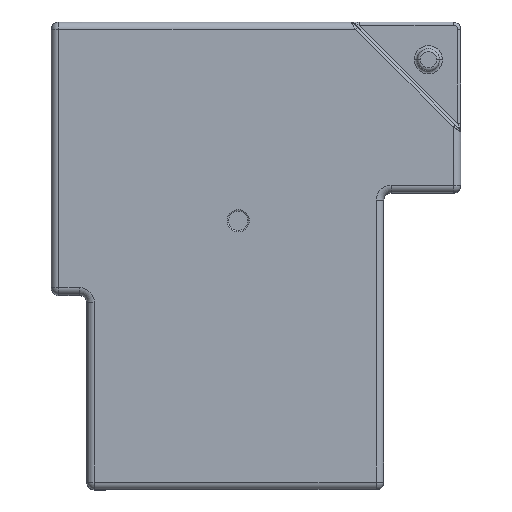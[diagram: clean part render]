
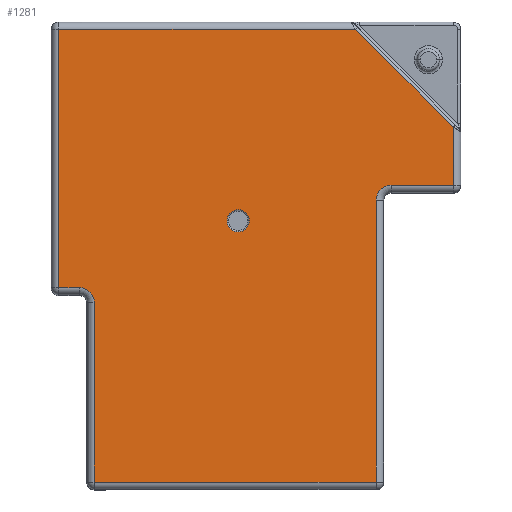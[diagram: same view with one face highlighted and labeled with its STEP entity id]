
A CAD part, top view. The second image highlights one B-rep face of the part: STEP entity #1281.
In plain terms, the highlighted planar face has unit normal (0, 0, 1).
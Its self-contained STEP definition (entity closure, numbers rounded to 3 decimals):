
#246 = DIRECTION ( 'NONE',  ( 0., 0., -1. ) ) ;
#421 = CARTESIAN_POINT ( 'NONE',  ( 0., 0., 20.5 ) ) ;
#676 = CARTESIAN_POINT ( 'NONE',  ( 7.91, 12.89, 20.5 ) ) ;
#894 = EDGE_CURVE ( 'NONE', #14031, #5924, #8885, .T. ) ;
#1149 = CARTESIAN_POINT ( 'NONE',  ( -12.1, 12.89, 20.5 ) ) ;
#1201 = VERTEX_POINT ( 'NONE', #14763 ) ;
#1229 = DIRECTION ( 'NONE',  ( -1., 0., 0. ) ) ;
#1281 = ADVANCED_FACE ( 'NONE', ( #9830, #1762 ), #9918, .F. ) ;
#1296 = AXIS2_PLACEMENT_3D ( 'NONE', #17028, #3404, #11824 ) ;
#1515 = VERTEX_POINT ( 'NONE', #16095 ) ;
#1650 = CARTESIAN_POINT ( 'NONE',  ( 0., -4.51, 20.5 ) ) ;
#1729 = CARTESIAN_POINT ( 'NONE',  ( -10.7, -4.51, 20.5 ) ) ;
#1762 = FACE_OUTER_BOUND ( 'NONE', #12545, .T. ) ;
#1780 = DIRECTION ( 'NONE',  ( 1., 0., 0. ) ) ;
#1854 = DIRECTION ( 'NONE',  ( -1., 0., 0. ) ) ;
#2008 = AXIS2_PLACEMENT_3D ( 'NONE', #14105, #246, #1854 ) ;
#2131 = DIRECTION ( 'NONE',  ( 0., 0., 1. ) ) ;
#2148 = CIRCLE ( 'NONE', #1296, 0.75 ) ;
#2402 = EDGE_CURVE ( 'NONE', #1515, #7016, #10089, .T. ) ;
#2443 = ORIENTED_EDGE ( 'NONE', *, *, #16904, .F. ) ;
#2813 = VERTEX_POINT ( 'NONE', #9438 ) ;
#2917 = AXIS2_PLACEMENT_3D ( 'NONE', #421, #3186, #15105 ) ;
#3073 = VERTEX_POINT ( 'NONE', #11090 ) ;
#3186 = DIRECTION ( 'NONE',  ( 0., 0., 1. ) ) ;
#3211 = CARTESIAN_POINT ( 'NONE',  ( -12.1, 0., 20.5 ) ) ;
#3286 = EDGE_CURVE ( 'NONE', #10462, #15070, #14656, .T. ) ;
#3384 = EDGE_CURVE ( 'NONE', #4482, #15751, #7295, .T. ) ;
#3404 = DIRECTION ( 'NONE',  ( 0., 0., 1. ) ) ;
#3653 = CARTESIAN_POINT ( 'NONE',  ( -10.7, -5.51, 20.5 ) ) ;
#3745 = EDGE_CURVE ( 'NONE', #12208, #14031, #14616, .T. ) ;
#4070 = ORIENTED_EDGE ( 'NONE', *, *, #7289, .T. ) ;
#4165 = CARTESIAN_POINT ( 'NONE',  ( -9.7, 0., 20.5 ) ) ;
#4426 = ORIENTED_EDGE ( 'NONE', *, *, #11426, .T. ) ;
#4443 = DIRECTION ( 'NONE',  ( -0.707, 0.707, 0. ) ) ;
#4482 = VERTEX_POINT ( 'NONE', #11194 ) ;
#4501 = VECTOR ( 'NONE', #7435, 1000. ) ;
#4992 = DIRECTION ( 'NONE',  ( 0., 0., 1. ) ) ;
#5152 = VECTOR ( 'NONE', #1780, 1000. ) ;
#5318 = CARTESIAN_POINT ( 'NONE',  ( 0., -17.61, 20.5 ) ) ;
#5538 = EDGE_CURVE ( 'NONE', #3073, #10462, #11261, .T. ) ;
#5924 = VERTEX_POINT ( 'NONE', #7837 ) ;
#6756 = ORIENTED_EDGE ( 'NONE', *, *, #3384, .T. ) ;
#6774 = CARTESIAN_POINT ( 'NONE',  ( -9.7, -17.61, 20.5 ) ) ;
#6952 = LINE ( 'NONE', #4165, #16021 ) ;
#7016 = VERTEX_POINT ( 'NONE', #14433 ) ;
#7289 = EDGE_CURVE ( 'NONE', #15070, #4482, #12881, .T. ) ;
#7295 = LINE ( 'NONE', #1650, #17673 ) ;
#7435 = DIRECTION ( 'NONE',  ( 0., -1., 0. ) ) ;
#7815 = DIRECTION ( 'NONE',  ( 1., 0., 0. ) ) ;
#7837 = CARTESIAN_POINT ( 'NONE',  ( 9.3, 1.39, 20.5 ) ) ;
#7942 = ORIENTED_EDGE ( 'NONE', *, *, #3286, .T. ) ;
#8200 = VERTEX_POINT ( 'NONE', #12352 ) ;
#8338 = VECTOR ( 'NONE', #7815, 1000. ) ;
#8885 = LINE ( 'NONE', #16054, #14870 ) ;
#8926 = VECTOR ( 'NONE', #4443, 1000. ) ;
#9391 = ORIENTED_EDGE ( 'NONE', *, *, #3745, .T. ) ;
#9427 = ORIENTED_EDGE ( 'NONE', *, *, #17392, .T. ) ;
#9438 = CARTESIAN_POINT ( 'NONE',  ( 10.3, 2.39, 20.5 ) ) ;
#9830 = FACE_BOUND ( 'NONE', #10781, .T. ) ;
#9918 = PLANE ( 'NONE',  #2008 ) ;
#9939 = CARTESIAN_POINT ( 'NONE',  ( 0., 2.39, 20.5 ) ) ;
#10089 = CIRCLE ( 'NONE', #2917, 0.75 ) ;
#10120 = ORIENTED_EDGE ( 'NONE', *, *, #5538, .T. ) ;
#10394 = ORIENTED_EDGE ( 'NONE', *, *, #11846, .F. ) ;
#10462 = VERTEX_POINT ( 'NONE', #676 ) ;
#10556 = DIRECTION ( 'NONE',  ( -1., 0., 0. ) ) ;
#10781 = EDGE_LOOP ( 'NONE', ( #17674, #2443 ) ) ;
#11090 = CARTESIAN_POINT ( 'NONE',  ( 14.5, 6.3, 20.5 ) ) ;
#11194 = CARTESIAN_POINT ( 'NONE',  ( -12.1, -4.51, 20.5 ) ) ;
#11252 = CARTESIAN_POINT ( 'NONE',  ( 14.5, 0., 20.5 ) ) ;
#11261 = LINE ( 'NONE', #14027, #8926 ) ;
#11340 = EDGE_CURVE ( 'NONE', #2813, #8200, #11373, .T. ) ;
#11373 = LINE ( 'NONE', #9939, #5152 ) ;
#11426 = EDGE_CURVE ( 'NONE', #1201, #12208, #6952, .T. ) ;
#11673 = VECTOR ( 'NONE', #1229, 1000. ) ;
#11798 = EDGE_CURVE ( 'NONE', #2813, #5924, #12595, .T. ) ;
#11824 = DIRECTION ( 'NONE',  ( 1., 0., 0. ) ) ;
#11846 = EDGE_CURVE ( 'NONE', #1201, #15751, #13726, .T. ) ;
#11893 = VECTOR ( 'NONE', #13833, 1000. ) ;
#12208 = VERTEX_POINT ( 'NONE', #6774 ) ;
#12352 = CARTESIAN_POINT ( 'NONE',  ( 14.5, 2.39, 20.5 ) ) ;
#12406 = DIRECTION ( 'NONE',  ( 0., -1., 0. ) ) ;
#12545 = EDGE_LOOP ( 'NONE', ( #9427, #10120, #7942, #4070, #6756, #10394, #4426, #9391, #14871, #16639, #16398 ) ) ;
#12595 = CIRCLE ( 'NONE', #17477, 1. ) ;
#12881 = LINE ( 'NONE', #3211, #4501 ) ;
#13217 = CARTESIAN_POINT ( 'NONE',  ( 10.3, 1.39, 20.5 ) ) ;
#13336 = DIRECTION ( 'NONE',  ( 0., 1., 0. ) ) ;
#13726 = CIRCLE ( 'NONE', #15162, 1. ) ;
#13833 = DIRECTION ( 'NONE',  ( 0., 1., 0. ) ) ;
#14027 = CARTESIAN_POINT ( 'NONE',  ( 10.4, 10.4, 20.5 ) ) ;
#14031 = VERTEX_POINT ( 'NONE', #14153 ) ;
#14105 = CARTESIAN_POINT ( 'NONE',  ( 0., 0., 20.5 ) ) ;
#14153 = CARTESIAN_POINT ( 'NONE',  ( 9.3, -17.61, 20.5 ) ) ;
#14433 = CARTESIAN_POINT ( 'NONE',  ( -0.75, 0., 20.5 ) ) ;
#14616 = LINE ( 'NONE', #5318, #8338 ) ;
#14656 = LINE ( 'NONE', #16272, #11673 ) ;
#14763 = CARTESIAN_POINT ( 'NONE',  ( -9.7, -5.51, 20.5 ) ) ;
#14870 = VECTOR ( 'NONE', #13336, 1000. ) ;
#14871 = ORIENTED_EDGE ( 'NONE', *, *, #894, .T. ) ;
#15070 = VERTEX_POINT ( 'NONE', #1149 ) ;
#15105 = DIRECTION ( 'NONE',  ( 1., 0., 0. ) ) ;
#15162 = AXIS2_PLACEMENT_3D ( 'NONE', #3653, #4992, #10556 ) ;
#15180 = DIRECTION ( 'NONE',  ( 1., 0., 0. ) ) ;
#15751 = VERTEX_POINT ( 'NONE', #1729 ) ;
#16021 = VECTOR ( 'NONE', #12406, 1000. ) ;
#16054 = CARTESIAN_POINT ( 'NONE',  ( 9.3, 0., 20.5 ) ) ;
#16095 = CARTESIAN_POINT ( 'NONE',  ( 0.75, 0., 20.5 ) ) ;
#16272 = CARTESIAN_POINT ( 'NONE',  ( 0., 12.89, 20.5 ) ) ;
#16398 = ORIENTED_EDGE ( 'NONE', *, *, #11340, .T. ) ;
#16553 = LINE ( 'NONE', #11252, #11893 ) ;
#16639 = ORIENTED_EDGE ( 'NONE', *, *, #11798, .F. ) ;
#16904 = EDGE_CURVE ( 'NONE', #7016, #1515, #2148, .T. ) ;
#17028 = CARTESIAN_POINT ( 'NONE',  ( 0., 0., 20.5 ) ) ;
#17358 = DIRECTION ( 'NONE',  ( -1., 0., 0. ) ) ;
#17392 = EDGE_CURVE ( 'NONE', #8200, #3073, #16553, .T. ) ;
#17477 = AXIS2_PLACEMENT_3D ( 'NONE', #13217, #2131, #17358 ) ;
#17673 = VECTOR ( 'NONE', #15180, 1000. ) ;
#17674 = ORIENTED_EDGE ( 'NONE', *, *, #2402, .F. ) ;
